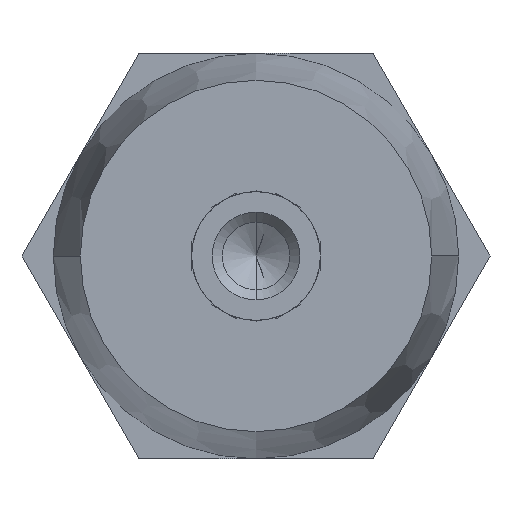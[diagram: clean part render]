
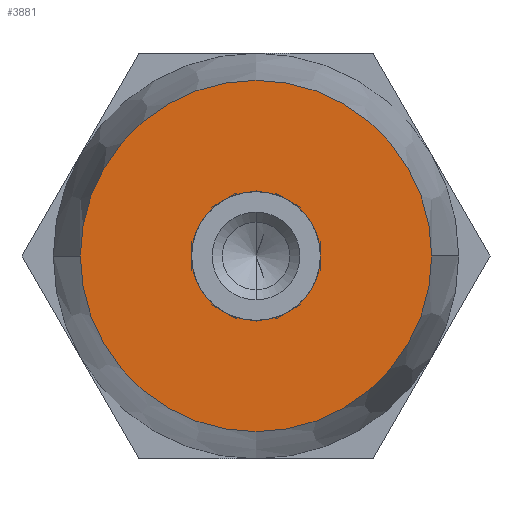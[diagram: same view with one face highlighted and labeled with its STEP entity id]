
A CAD part, front view. The second image highlights one B-rep face of the part: STEP entity #3881.
In plain terms, the highlighted planar face has unit normal (0, -1, 0).
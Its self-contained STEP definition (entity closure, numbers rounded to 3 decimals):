
#58 = DIRECTION ( 'NONE',  ( 1., 0., 0. ) ) ;
#109 = ORIENTED_EDGE ( 'NONE', *, *, #1551, .T. ) ;
#149 = DIRECTION ( 'NONE',  ( 0., 0., 1. ) ) ;
#154 = CARTESIAN_POINT ( 'NONE',  ( -2.649, -15., 3.97 ) ) ;
#206 = DIRECTION ( 'NONE',  ( 1., 0., 0. ) ) ;
#217 = DIRECTION ( 'NONE',  ( -0.866, 0., 0.5 ) ) ;
#220 = ORIENTED_EDGE ( 'NONE', *, *, #2120, .T. ) ;
#250 = CARTESIAN_POINT ( 'NONE',  ( -12.131, -15., 1.505 ) ) ;
#271 = ORIENTED_EDGE ( 'NONE', *, *, #1470, .F. ) ;
#291 = DIRECTION ( 'NONE',  ( -0.866, 0., -0.5 ) ) ;
#300 = ORIENTED_EDGE ( 'NONE', *, *, #3321, .T. ) ;
#338 = AXIS2_PLACEMENT_3D ( 'NONE', #355, #1229, #1253 ) ;
#351 = VECTOR ( 'NONE', #3594, 1000. ) ;
#355 = CARTESIAN_POINT ( 'NONE',  ( 0., -15., 0. ) ) ;
#438 = ORIENTED_EDGE ( 'NONE', *, *, #2295, .T. ) ;
#481 = CARTESIAN_POINT ( 'NONE',  ( 2.114, -15., 4.279 ) ) ;
#501 = ORIENTED_EDGE ( 'NONE', *, *, #1627, .T. ) ;
#503 = CARTESIAN_POINT ( 'NONE',  ( -4.763, -15., -0.309 ) ) ;
#532 = CIRCLE ( 'NONE', #2592, 4.773 ) ;
#587 = AXIS2_PLACEMENT_3D ( 'NONE', #2020, #1122, #206 ) ;
#662 = CIRCLE ( 'NONE', #1985, 4.773 ) ;
#693 = CARTESIAN_POINT ( 'NONE',  ( 0., -15., 0. ) ) ;
#694 = DIRECTION ( 'NONE',  ( 1., 0., 0. ) ) ;
#734 = CARTESIAN_POINT ( 'NONE',  ( 0., -15., 0. ) ) ;
#770 = CIRCLE ( 'NONE', #1713, 13. ) ;
#790 = DIRECTION ( 'NONE',  ( 0., 1., 0. ) ) ;
#798 = CIRCLE ( 'NONE', #1770, 4.773 ) ;
#799 = LINE ( 'NONE', #250, #2213 ) ;
#819 = VECTOR ( 'NONE', #997, 1000. ) ;
#868 = VERTEX_POINT ( 'NONE', #3143 ) ;
#896 = CARTESIAN_POINT ( 'NONE',  ( -13., -15., 0. ) ) ;
#981 = CARTESIAN_POINT ( 'NONE',  ( 0., -15., 0. ) ) ;
#997 = DIRECTION ( 'NONE',  ( 0.866, 0., -0.5 ) ) ;
#1061 = AXIS2_PLACEMENT_3D ( 'NONE', #1414, #3499, #2616 ) ;
#1070 = VERTEX_POINT ( 'NONE', #1415 ) ;
#1096 = EDGE_CURVE ( 'NONE', #2203, #1641, #1953, .T. ) ;
#1122 = DIRECTION ( 'NONE',  ( 0., 1., 0. ) ) ;
#1166 = LINE ( 'NONE', #3318, #351 ) ;
#1205 = ORIENTED_EDGE ( 'NONE', *, *, #2163, .T. ) ;
#1229 = DIRECTION ( 'NONE',  ( 0., 1., 0. ) ) ;
#1253 = DIRECTION ( 'NONE',  ( 1., 0., 0. ) ) ;
#1265 = ORIENTED_EDGE ( 'NONE', *, *, #1873, .T. ) ;
#1268 = FACE_BOUND ( 'NONE', #2200, .T. ) ;
#1307 = ORIENTED_EDGE ( 'NONE', *, *, #3110, .T. ) ;
#1310 = DIRECTION ( 'NONE',  ( 1., 0., 0. ) ) ;
#1326 = DIRECTION ( 'NONE',  ( 0., 1., 0. ) ) ;
#1414 = CARTESIAN_POINT ( 'NONE',  ( 0., -15., 0. ) ) ;
#1415 = CARTESIAN_POINT ( 'NONE',  ( 2.114, -15., -4.279 ) ) ;
#1418 = VERTEX_POINT ( 'NONE', #3048 ) ;
#1424 = CARTESIAN_POINT ( 'NONE',  ( 0., -15., 0. ) ) ;
#1436 = EDGE_CURVE ( 'NONE', #3673, #1736, #532, .T. ) ;
#1470 = EDGE_CURVE ( 'NONE', #3611, #1861, #770, .T. ) ;
#1473 = AXIS2_PLACEMENT_3D ( 'NONE', #2029, #2058, #1742 ) ;
#1493 = EDGE_CURVE ( 'NONE', #1641, #868, #3684, .T. ) ;
#1508 = AXIS2_PLACEMENT_3D ( 'NONE', #734, #1925, #1310 ) ;
#1532 = CARTESIAN_POINT ( 'NONE',  ( 0., -15., 0. ) ) ;
#1551 = EDGE_CURVE ( 'NONE', #868, #3614, #2832, .T. ) ;
#1587 = ORIENTED_EDGE ( 'NONE', *, *, #2492, .T. ) ;
#1599 = LINE ( 'NONE', #3769, #2212 ) ;
#1627 = EDGE_CURVE ( 'NONE', #2711, #2203, #662, .T. ) ;
#1641 = VERTEX_POINT ( 'NONE', #481 ) ;
#1660 = ORIENTED_EDGE ( 'NONE', *, *, #1436, .T. ) ;
#1681 = VECTOR ( 'NONE', #291, 1000. ) ;
#1713 = AXIS2_PLACEMENT_3D ( 'NONE', #693, #1910, #3155 ) ;
#1736 = VERTEX_POINT ( 'NONE', #2364 ) ;
#1742 = DIRECTION ( 'NONE',  ( 1., 0., 0. ) ) ;
#1770 = AXIS2_PLACEMENT_3D ( 'NONE', #3442, #1326, #694 ) ;
#1861 = VERTEX_POINT ( 'NONE', #896 ) ;
#1873 = EDGE_CURVE ( 'NONE', #3225, #2711, #1166, .T. ) ;
#1910 = DIRECTION ( 'NONE',  ( 0., 1., 0. ) ) ;
#1925 = DIRECTION ( 'NONE',  ( 0., 1., 0. ) ) ;
#1953 = CIRCLE ( 'NONE', #587, 4.773 ) ;
#1975 = VERTEX_POINT ( 'NONE', #503 ) ;
#1984 = CIRCLE ( 'NONE', #1061, 13. ) ;
#1985 = AXIS2_PLACEMENT_3D ( 'NONE', #1424, #790, #3487 ) ;
#2018 = AXIS2_PLACEMENT_3D ( 'NONE', #1532, #2401, #2392 ) ;
#2020 = CARTESIAN_POINT ( 'NONE',  ( 0., -15., 0. ) ) ;
#2029 = CARTESIAN_POINT ( 'NONE',  ( -13., -15., 0. ) ) ;
#2055 = ORIENTED_EDGE ( 'NONE', *, *, #1096, .T. ) ;
#2058 = DIRECTION ( 'NONE',  ( 0., -1., 0. ) ) ;
#2120 = EDGE_CURVE ( 'NONE', #1070, #1418, #3287, .T. ) ;
#2137 = CARTESIAN_POINT ( 'NONE',  ( 0., -15., 4.773 ) ) ;
#2163 = EDGE_CURVE ( 'NONE', #1736, #1070, #3569, .T. ) ;
#2200 = EDGE_LOOP ( 'NONE', ( #2733, #109, #1307, #1660, #1205, #220, #300, #438, #1587, #3728, #1265, #501, #2055 ) ) ;
#2203 = VERTEX_POINT ( 'NONE', #2137 ) ;
#2212 = VECTOR ( 'NONE', #149, 1000. ) ;
#2213 = VECTOR ( 'NONE', #217, 1000. ) ;
#2227 = CARTESIAN_POINT ( 'NONE',  ( -7.369, -15., 9.754 ) ) ;
#2295 = EDGE_CURVE ( 'NONE', #2428, #1975, #2792, .T. ) ;
#2364 = CARTESIAN_POINT ( 'NONE',  ( 2.649, -15., -3.97 ) ) ;
#2392 = DIRECTION ( 'NONE',  ( 1., 0., 0. ) ) ;
#2401 = DIRECTION ( 'NONE',  ( 0., 1., 0. ) ) ;
#2428 = VERTEX_POINT ( 'NONE', #3726 ) ;
#2439 = EDGE_CURVE ( 'NONE', #3218, #3225, #798, .T. ) ;
#2492 = EDGE_CURVE ( 'NONE', #1975, #3218, #1599, .T. ) ;
#2560 = CARTESIAN_POINT ( 'NONE',  ( 4.763, -15., -0.309 ) ) ;
#2575 = CARTESIAN_POINT ( 'NONE',  ( 4.763, -15., 0.309 ) ) ;
#2592 = AXIS2_PLACEMENT_3D ( 'NONE', #981, #3394, #58 ) ;
#2616 = DIRECTION ( 'NONE',  ( -1., 0., 0. ) ) ;
#2711 = VERTEX_POINT ( 'NONE', #3267 ) ;
#2725 = VECTOR ( 'NONE', #3399, 1000. ) ;
#2733 = ORIENTED_EDGE ( 'NONE', *, *, #1493, .T. ) ;
#2792 = CIRCLE ( 'NONE', #338, 4.773 ) ;
#2832 = CIRCLE ( 'NONE', #1508, 4.773 ) ;
#2895 = PLANE ( 'NONE',  #1473 ) ;
#2976 = FACE_OUTER_BOUND ( 'NONE', #3605, .T. ) ;
#3048 = CARTESIAN_POINT ( 'NONE',  ( -2.114, -15., -4.279 ) ) ;
#3110 = EDGE_CURVE ( 'NONE', #3614, #3673, #3546, .T. ) ;
#3143 = CARTESIAN_POINT ( 'NONE',  ( 2.649, -15., 3.97 ) ) ;
#3155 = DIRECTION ( 'NONE',  ( -1., 0., 0. ) ) ;
#3218 = VERTEX_POINT ( 'NONE', #3762 ) ;
#3225 = VERTEX_POINT ( 'NONE', #154 ) ;
#3267 = CARTESIAN_POINT ( 'NONE',  ( -2.114, -15., 4.279 ) ) ;
#3287 = CIRCLE ( 'NONE', #2018, 4.773 ) ;
#3318 = CARTESIAN_POINT ( 'NONE',  ( -12.131, -15., -1.505 ) ) ;
#3321 = EDGE_CURVE ( 'NONE', #1418, #2428, #799, .T. ) ;
#3394 = DIRECTION ( 'NONE',  ( 0., 1., 0. ) ) ;
#3399 = DIRECTION ( 'NONE',  ( 0., 0., -1. ) ) ;
#3432 = CARTESIAN_POINT ( 'NONE',  ( 4.763, -15., 0. ) ) ;
#3442 = CARTESIAN_POINT ( 'NONE',  ( 0., -15., 0. ) ) ;
#3456 = CARTESIAN_POINT ( 'NONE',  ( 13., -15., 0. ) ) ;
#3487 = DIRECTION ( 'NONE',  ( 1., 0., 0. ) ) ;
#3499 = DIRECTION ( 'NONE',  ( 0., 1., 0. ) ) ;
#3546 = LINE ( 'NONE', #3432, #2725 ) ;
#3569 = LINE ( 'NONE', #3889, #1681 ) ;
#3594 = DIRECTION ( 'NONE',  ( 0.866, 0., 0.5 ) ) ;
#3605 = EDGE_LOOP ( 'NONE', ( #3821, #271 ) ) ;
#3611 = VERTEX_POINT ( 'NONE', #3456 ) ;
#3614 = VERTEX_POINT ( 'NONE', #2575 ) ;
#3673 = VERTEX_POINT ( 'NONE', #2560 ) ;
#3684 = LINE ( 'NONE', #2227, #819 ) ;
#3726 = CARTESIAN_POINT ( 'NONE',  ( -2.649, -15., -3.97 ) ) ;
#3728 = ORIENTED_EDGE ( 'NONE', *, *, #2439, .T. ) ;
#3762 = CARTESIAN_POINT ( 'NONE',  ( -4.763, -15., 0.309 ) ) ;
#3769 = CARTESIAN_POINT ( 'NONE',  ( -4.763, -15., 0. ) ) ;
#3821 = ORIENTED_EDGE ( 'NONE', *, *, #3882, .F. ) ;
#3881 = ADVANCED_FACE ( 'NONE', ( #2976, #1268 ), #2895, .T. ) ;
#3882 = EDGE_CURVE ( 'NONE', #1861, #3611, #1984, .T. ) ;
#3889 = CARTESIAN_POINT ( 'NONE',  ( -7.369, -15., -9.754 ) ) ;
